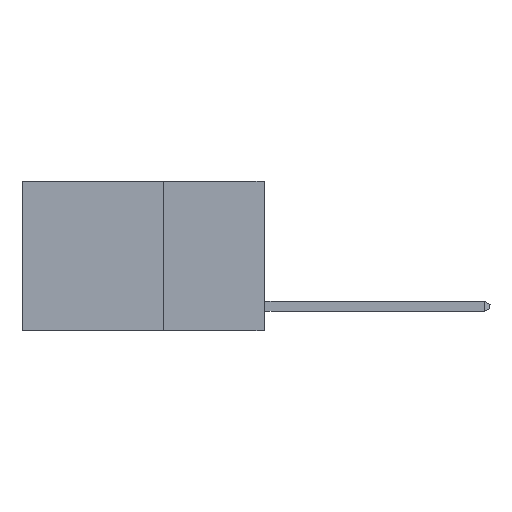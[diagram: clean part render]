
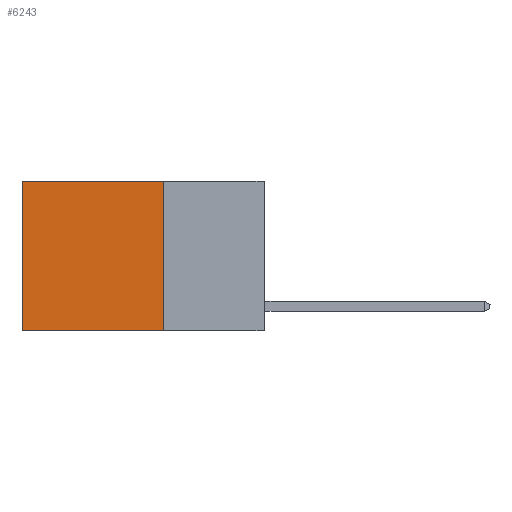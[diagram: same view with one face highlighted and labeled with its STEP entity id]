
A CAD part, left-side view. The second image highlights one B-rep face of the part: STEP entity #6243.
In plain terms, the highlighted planar face has unit normal (-1, 0, 0).
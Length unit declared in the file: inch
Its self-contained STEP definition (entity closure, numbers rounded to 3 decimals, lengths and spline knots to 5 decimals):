
#994 = VERTEX_POINT ( 'NONE', #11472 ) ;
#2610 = FACE_OUTER_BOUND ( 'NONE', #19054, .T. ) ;
#3172 = CARTESIAN_POINT ( 'NONE',  ( 0.2625, 0.25, 0. ) ) ;
#3370 = CARTESIAN_POINT ( 'NONE',  ( 0.2625, 0.25, -0.37 ) ) ;
#3884 = VERTEX_POINT ( 'NONE', #11133 ) ;
#4549 = VECTOR ( 'NONE', #18041, 39.37008 ) ;
#4854 = ORIENTED_EDGE ( 'NONE', *, *, #7618, .T. ) ;
#4904 = DIRECTION ( 'NONE',  ( 0., 0., -1. ) ) ;
#5077 = LINE ( 'NONE', #9175, #4549 ) ;
#5336 = VERTEX_POINT ( 'NONE', #22080 ) ;
#5404 = CARTESIAN_POINT ( 'NONE',  ( 0.2625, 0.25, 0. ) ) ;
#6243 = ADVANCED_FACE ( 'NONE', ( #2610 ), #16199, .F. ) ;
#7084 = CARTESIAN_POINT ( 'NONE',  ( 0.2625, 0.6, 0. ) ) ;
#7148 = ORIENTED_EDGE ( 'NONE', *, *, #11481, .F. ) ;
#7618 = EDGE_CURVE ( 'NONE', #994, #3884, #19454, .T. ) ;
#7948 = LINE ( 'NONE', #7084, #11535 ) ;
#9175 = CARTESIAN_POINT ( 'NONE',  ( 0.2625, 0.25, -0.37 ) ) ;
#9181 = DIRECTION ( 'NONE',  ( 0., 0., -1. ) ) ;
#10866 = CARTESIAN_POINT ( 'NONE',  ( 0.2625, 0.25, 0. ) ) ;
#11133 = CARTESIAN_POINT ( 'NONE',  ( 0.2625, 0.6, 0. ) ) ;
#11472 = CARTESIAN_POINT ( 'NONE',  ( 0.2625, 0.25, 0. ) ) ;
#11481 = EDGE_CURVE ( 'NONE', #994, #21479, #16341, .T. ) ;
#11526 = AXIS2_PLACEMENT_3D ( 'NONE', #10866, #19673, #9181 ) ;
#11535 = VECTOR ( 'NONE', #17647, 39.37008 ) ;
#11855 = ORIENTED_EDGE ( 'NONE', *, *, #14872, .F. ) ;
#14283 = VECTOR ( 'NONE', #19391, 39.37008 ) ;
#14872 = EDGE_CURVE ( 'NONE', #21479, #5336, #5077, .T. ) ;
#15796 = VECTOR ( 'NONE', #4904, 39.37008 ) ;
#16199 = PLANE ( 'NONE',  #11526 ) ;
#16341 = LINE ( 'NONE', #3172, #15796 ) ;
#17647 = DIRECTION ( 'NONE',  ( 0., 0., -1. ) ) ;
#17799 = EDGE_CURVE ( 'NONE', #3884, #5336, #7948, .T. ) ;
#18041 = DIRECTION ( 'NONE',  ( 0., 1., 0. ) ) ;
#19054 = EDGE_LOOP ( 'NONE', ( #22170, #11855, #7148, #4854 ) ) ;
#19391 = DIRECTION ( 'NONE',  ( 0., 1., 0. ) ) ;
#19454 = LINE ( 'NONE', #5404, #14283 ) ;
#19673 = DIRECTION ( 'NONE',  ( 1., 0., 0. ) ) ;
#21479 = VERTEX_POINT ( 'NONE', #3370 ) ;
#22080 = CARTESIAN_POINT ( 'NONE',  ( 0.2625, 0.6, -0.37 ) ) ;
#22170 = ORIENTED_EDGE ( 'NONE', *, *, #17799, .T. ) ;
